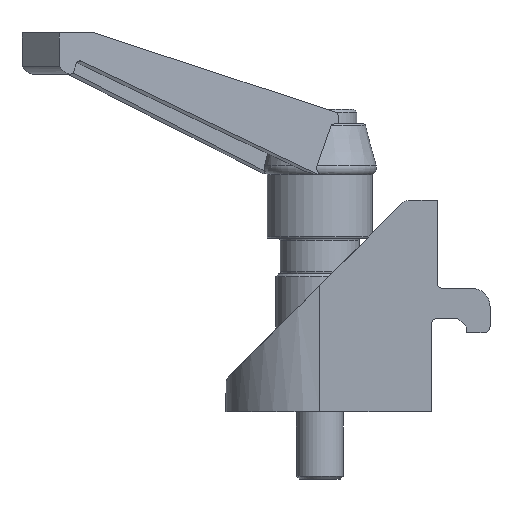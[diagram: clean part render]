
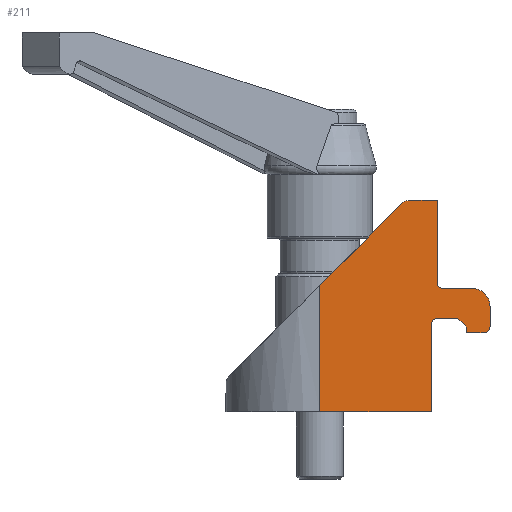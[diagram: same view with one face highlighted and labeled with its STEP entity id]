
A CAD part, left-side view. The second image highlights one B-rep face of the part: STEP entity #211.
In plain terms, the highlighted planar face has unit normal (-1, 0, 0).
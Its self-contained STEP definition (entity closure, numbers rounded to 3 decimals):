
#211 = ADVANCED_FACE( '', ( #311 ), #312, .F. );
#311 = FACE_OUTER_BOUND( '', #520, .T. );
#312 = PLANE( '', #521 );
#520 = EDGE_LOOP( '', ( #768, #769, #770, #771, #772, #773, #774, #775, #776, #777, #778, #779, #780, #781, #782, #783, #784 ) );
#521 = AXIS2_PLACEMENT_3D( '', #785, #786, #787 );
#768 = ORIENTED_EDGE( '', *, *, #1484, .F. );
#769 = ORIENTED_EDGE( '', *, *, #1485, .F. );
#770 = ORIENTED_EDGE( '', *, *, #1486, .F. );
#771 = ORIENTED_EDGE( '', *, *, #1487, .T. );
#772 = ORIENTED_EDGE( '', *, *, #1488, .F. );
#773 = ORIENTED_EDGE( '', *, *, #1489, .F. );
#774 = ORIENTED_EDGE( '', *, *, #1490, .F. );
#775 = ORIENTED_EDGE( '', *, *, #1491, .F. );
#776 = ORIENTED_EDGE( '', *, *, #1492, .F. );
#777 = ORIENTED_EDGE( '', *, *, #1493, .F. );
#778 = ORIENTED_EDGE( '', *, *, #1494, .F. );
#779 = ORIENTED_EDGE( '', *, *, #1495, .F. );
#780 = ORIENTED_EDGE( '', *, *, #1496, .T. );
#781 = ORIENTED_EDGE( '', *, *, #1497, .F. );
#782 = ORIENTED_EDGE( '', *, *, #1498, .F. );
#783 = ORIENTED_EDGE( '', *, *, #1499, .F. );
#784 = ORIENTED_EDGE( '', *, *, #1500, .F. );
#785 = CARTESIAN_POINT( '', ( 0., 13.65, 34. ) );
#786 = DIRECTION( '', ( 1., 0., 0. ) );
#787 = DIRECTION( '', ( 0., 0., -1. ) );
#1484 = EDGE_CURVE( '', #1741, #1742, #1743, .F. );
#1485 = EDGE_CURVE( '', #1744, #1741, #1745, .T. );
#1486 = EDGE_CURVE( '', #1746, #1744, #1747, .T. );
#1487 = EDGE_CURVE( '', #1746, #1748, #1749, .T. );
#1488 = EDGE_CURVE( '', #1750, #1748, #1751, .T. );
#1489 = EDGE_CURVE( '', #1752, #1750, #1753, .T. );
#1490 = EDGE_CURVE( '', #1754, #1752, #1755, .T. );
#1491 = EDGE_CURVE( '', #1756, #1754, #1757, .T. );
#1492 = EDGE_CURVE( '', #1758, #1756, #1759, .T. );
#1493 = EDGE_CURVE( '', #1760, #1758, #1761, .T. );
#1494 = EDGE_CURVE( '', #1762, #1760, #1763, .T. );
#1495 = EDGE_CURVE( '', #1764, #1762, #1765, .T. );
#1496 = EDGE_CURVE( '', #1764, #1766, #1767, .T. );
#1497 = EDGE_CURVE( '', #1768, #1766, #1769, .T. );
#1498 = EDGE_CURVE( '', #1770, #1768, #1771, .T. );
#1499 = EDGE_CURVE( '', #1772, #1770, #1773, .T. );
#1500 = EDGE_CURVE( '', #1742, #1772, #1774, .T. );
#1741 = VERTEX_POINT( '', #2152 );
#1742 = VERTEX_POINT( '', #2153 );
#1743 = LINE( '', #2154, #2155 );
#1744 = VERTEX_POINT( '', #2156 );
#1745 = LINE( '', #2157, #2158 );
#1746 = VERTEX_POINT( '', #2159 );
#1747 = LINE( '', #2160, #2161 );
#1748 = VERTEX_POINT( '', #2162 );
#1749 = CIRCLE( '', #2163, 1. );
#1750 = VERTEX_POINT( '', #2164 );
#1751 = LINE( '', #2165, #2166 );
#1752 = VERTEX_POINT( '', #2167 );
#1753 = LINE( '', #2168, #2169 );
#1754 = VERTEX_POINT( '', #2170 );
#1755 = LINE( '', #2171, #2172 );
#1756 = VERTEX_POINT( '', #2173 );
#1757 = LINE( '', #2174, #2175 );
#1758 = VERTEX_POINT( '', #2176 );
#1759 = CIRCLE( '', #2177, 1. );
#1760 = VERTEX_POINT( '', #2178 );
#1761 = LINE( '', #2179, #2180 );
#1762 = VERTEX_POINT( '', #2181 );
#1763 = CIRCLE( '', #2182, 3. );
#1764 = VERTEX_POINT( '', #2183 );
#1765 = LINE( '', #2184, #2185 );
#1766 = VERTEX_POINT( '', #2186 );
#1767 = CIRCLE( '', #2187, 1. );
#1768 = VERTEX_POINT( '', #2188 );
#1769 = LINE( '', #2189, #2190 );
#1770 = VERTEX_POINT( '', #2191 );
#1771 = LINE( '', #2192, #2193 );
#1772 = VERTEX_POINT( '', #2194 );
#1773 = CIRCLE( '', #2195, 2. );
#1774 = LINE( '', #2196, #2197 );
#2152 = CARTESIAN_POINT( '', ( 0., 29., 0. ) );
#2153 = CARTESIAN_POINT( '', ( 0., 29., 21.478 ) );
#2154 = CARTESIAN_POINT( '', ( 0., 29., 36. ) );
#2155 = VECTOR( '', #2766, 1000. );
#2156 = CARTESIAN_POINT( '', ( 0., 10., 0. ) );
#2157 = CARTESIAN_POINT( '', ( 0., 10., 0. ) );
#2158 = VECTOR( '', #2767, 1000. );
#2159 = CARTESIAN_POINT( '', ( 0., 10., 14.9 ) );
#2160 = CARTESIAN_POINT( '', ( 0., 10., 14.9 ) );
#2161 = VECTOR( '', #2768, 1000. );
#2162 = CARTESIAN_POINT( '', ( 0., 9., 15.9 ) );
#2163 = AXIS2_PLACEMENT_3D( '', #2769, #2770, #2771 );
#2164 = CARTESIAN_POINT( '', ( 0., 5.5, 15.9 ) );
#2165 = CARTESIAN_POINT( '', ( 0., 5.5, 15.9 ) );
#2166 = VECTOR( '', #2772, 1000. );
#2167 = CARTESIAN_POINT( '', ( 0., 4., 14.4 ) );
#2168 = CARTESIAN_POINT( '', ( 0., 4., 14.4 ) );
#2169 = VECTOR( '', #2773, 1000. );
#2170 = CARTESIAN_POINT( '', ( 0., 4., 13.45 ) );
#2171 = CARTESIAN_POINT( '', ( 0., 4., 13.45 ) );
#2172 = VECTOR( '', #2774, 1000. );
#2173 = CARTESIAN_POINT( '', ( 0., 1., 13.45 ) );
#2174 = CARTESIAN_POINT( '', ( 0., 1., 13.45 ) );
#2175 = VECTOR( '', #2775, 1000. );
#2176 = CARTESIAN_POINT( '', ( 0., 0., 14.45 ) );
#2177 = AXIS2_PLACEMENT_3D( '', #2776, #2777, #2778 );
#2178 = CARTESIAN_POINT( '', ( 0., 0., 17.95 ) );
#2179 = CARTESIAN_POINT( '', ( 0., 0., 17.95 ) );
#2180 = VECTOR( '', #2779, 1000. );
#2181 = CARTESIAN_POINT( '', ( 0., 3., 20.95 ) );
#2182 = AXIS2_PLACEMENT_3D( '', #2780, #2781, #2782 );
#2183 = CARTESIAN_POINT( '', ( 0., 8., 20.95 ) );
#2184 = CARTESIAN_POINT( '', ( 0., 8., 20.95 ) );
#2185 = VECTOR( '', #2783, 1000. );
#2186 = CARTESIAN_POINT( '', ( 0., 9., 21.95 ) );
#2187 = AXIS2_PLACEMENT_3D( '', #2784, #2785, #2786 );
#2188 = CARTESIAN_POINT( '', ( 0., 9., 36. ) );
#2189 = CARTESIAN_POINT( '', ( 0., 9., 36. ) );
#2190 = VECTOR( '', #2787, 1000. );
#2191 = CARTESIAN_POINT( '', ( 0., 13.65, 36. ) );
#2192 = CARTESIAN_POINT( '', ( 0., 13.65, 36. ) );
#2193 = VECTOR( '', #2788, 1000. );
#2194 = CARTESIAN_POINT( '', ( 0., 15.064, 35.414 ) );
#2195 = AXIS2_PLACEMENT_3D( '', #2789, #2790, #2791 );
#2196 = CARTESIAN_POINT( '', ( 0., 44.374, 6.104 ) );
#2197 = VECTOR( '', #2792, 1000. );
#2766 = DIRECTION( '', ( 0., 0., -1. ) );
#2767 = DIRECTION( '', ( 0., 1., 0. ) );
#2768 = DIRECTION( '', ( 0., 0., -1. ) );
#2769 = CARTESIAN_POINT( '', ( 0., 9., 14.9 ) );
#2770 = DIRECTION( '', ( 1., 0., 0. ) );
#2771 = DIRECTION( '', ( 0., 0., -1. ) );
#2772 = DIRECTION( '', ( 0., 1., 0. ) );
#2773 = DIRECTION( '', ( 0., 0.707, 0.707 ) );
#2774 = DIRECTION( '', ( 0., 0., 1. ) );
#2775 = DIRECTION( '', ( 0., 1., 0. ) );
#2776 = CARTESIAN_POINT( '', ( 0., 1., 14.45 ) );
#2777 = DIRECTION( '', ( 1., 0., 0. ) );
#2778 = DIRECTION( '', ( 0., 0., -1. ) );
#2779 = DIRECTION( '', ( 0., 0., -1. ) );
#2780 = CARTESIAN_POINT( '', ( 0., 3., 17.95 ) );
#2781 = DIRECTION( '', ( 1., 0., 0. ) );
#2782 = DIRECTION( '', ( 0., 0., -1. ) );
#2783 = DIRECTION( '', ( 0., -1., 0. ) );
#2784 = CARTESIAN_POINT( '', ( 0., 8., 21.95 ) );
#2785 = DIRECTION( '', ( 1., 0., 0. ) );
#2786 = DIRECTION( '', ( 0., 0., -1. ) );
#2787 = DIRECTION( '', ( 0., 0., -1. ) );
#2788 = DIRECTION( '', ( 0., -1., 0. ) );
#2789 = CARTESIAN_POINT( '', ( 0., 13.65, 34. ) );
#2790 = DIRECTION( '', ( 1., 0., 0. ) );
#2791 = DIRECTION( '', ( 0., 0., -1. ) );
#2792 = DIRECTION( '', ( 0., -0.707, 0.707 ) );
